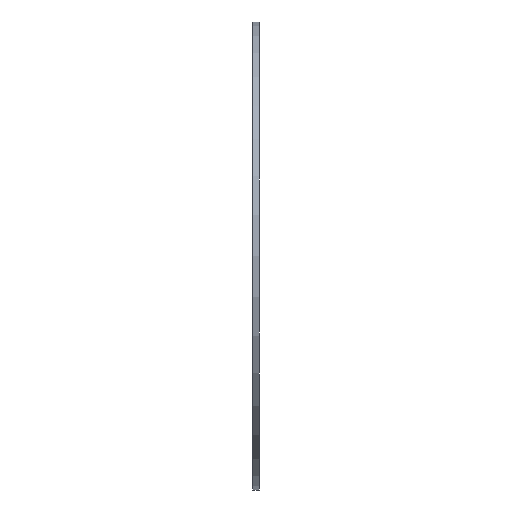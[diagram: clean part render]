
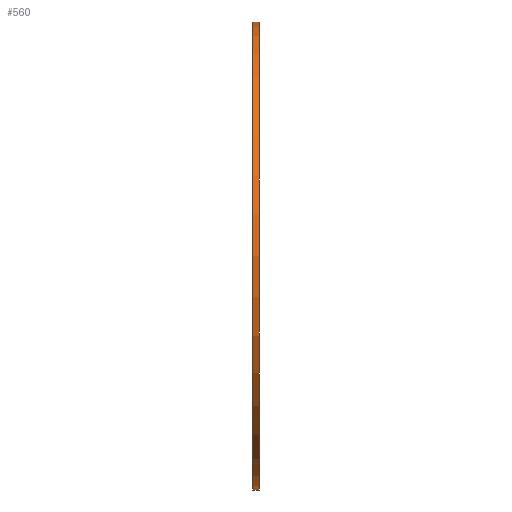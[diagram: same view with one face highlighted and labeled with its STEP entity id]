
A CAD part, front view. The second image highlights one B-rep face of the part: STEP entity #560.
In plain terms, the highlighted cylindrical face has radius 9.525 mm (diameter 19.05 mm), a partial arc.
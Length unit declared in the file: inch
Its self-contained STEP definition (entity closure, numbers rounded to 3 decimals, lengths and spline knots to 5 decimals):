
#50 = DIRECTION ( 'NONE',  ( 1., 0., 0. ) ) ;
#118 = EDGE_CURVE ( 'NONE', #375, #1051, #636, .T. ) ;
#120 = CARTESIAN_POINT ( 'NONE',  ( 0., 0., 0. ) ) ;
#147 = LINE ( 'NONE', #180, #494 ) ;
#167 = CARTESIAN_POINT ( 'NONE',  ( 0., 0., 0.375 ) ) ;
#169 = DIRECTION ( 'NONE',  ( 1., 0., 0. ) ) ;
#171 = CIRCLE ( 'NONE', #887, 0.375 ) ;
#180 = CARTESIAN_POINT ( 'NONE',  ( 0., 0., -0.375 ) ) ;
#209 = DIRECTION ( 'NONE',  ( 0., 0., -1. ) ) ;
#214 = VECTOR ( 'NONE', #1035, 39.37008 ) ;
#251 = CYLINDRICAL_SURFACE ( 'NONE', #424, 0.375 ) ;
#254 = EDGE_CURVE ( 'NONE', #1051, #755, #396, .T. ) ;
#262 = CARTESIAN_POINT ( 'NONE',  ( 0.011, 0., 0. ) ) ;
#292 = EDGE_CURVE ( 'NONE', #927, #755, #147, .T. ) ;
#299 = CARTESIAN_POINT ( 'NONE',  ( 0., 0., 0.375 ) ) ;
#319 = CARTESIAN_POINT ( 'NONE',  ( 0., 0., -0.375 ) ) ;
#375 = VERTEX_POINT ( 'NONE', #167 ) ;
#396 = CIRCLE ( 'NONE', #696, 0.375 ) ;
#402 = CARTESIAN_POINT ( 'NONE',  ( 0.011, 0., -0.375 ) ) ;
#424 = AXIS2_PLACEMENT_3D ( 'NONE', #953, #50, #466 ) ;
#466 = DIRECTION ( 'NONE',  ( 0., 0., -1. ) ) ;
#494 = VECTOR ( 'NONE', #582, 39.37008 ) ;
#560 = ADVANCED_FACE ( 'NONE', ( #784 ), #251, .T. ) ;
#582 = DIRECTION ( 'NONE',  ( 1., 0., 0. ) ) ;
#636 = LINE ( 'NONE', #299, #214 ) ;
#685 = DIRECTION ( 'NONE',  ( 1., 0., 0. ) ) ;
#696 = AXIS2_PLACEMENT_3D ( 'NONE', #262, #169, #1052 ) ;
#703 = ORIENTED_EDGE ( 'NONE', *, *, #118, .F. ) ;
#755 = VERTEX_POINT ( 'NONE', #402 ) ;
#784 = FACE_OUTER_BOUND ( 'NONE', #1021, .T. ) ;
#788 = ORIENTED_EDGE ( 'NONE', *, *, #292, .T. ) ;
#887 = AXIS2_PLACEMENT_3D ( 'NONE', #120, #685, #209 ) ;
#927 = VERTEX_POINT ( 'NONE', #319 ) ;
#953 = CARTESIAN_POINT ( 'NONE',  ( 0., 0., 0. ) ) ;
#963 = ORIENTED_EDGE ( 'NONE', *, *, #1050, .T. ) ;
#973 = ORIENTED_EDGE ( 'NONE', *, *, #254, .F. ) ;
#1007 = CARTESIAN_POINT ( 'NONE',  ( 0.011, 0., 0.375 ) ) ;
#1021 = EDGE_LOOP ( 'NONE', ( #703, #963, #788, #973 ) ) ;
#1035 = DIRECTION ( 'NONE',  ( 1., 0., 0. ) ) ;
#1050 = EDGE_CURVE ( 'NONE', #375, #927, #171, .T. ) ;
#1051 = VERTEX_POINT ( 'NONE', #1007 ) ;
#1052 = DIRECTION ( 'NONE',  ( 0., 0., -1. ) ) ;
